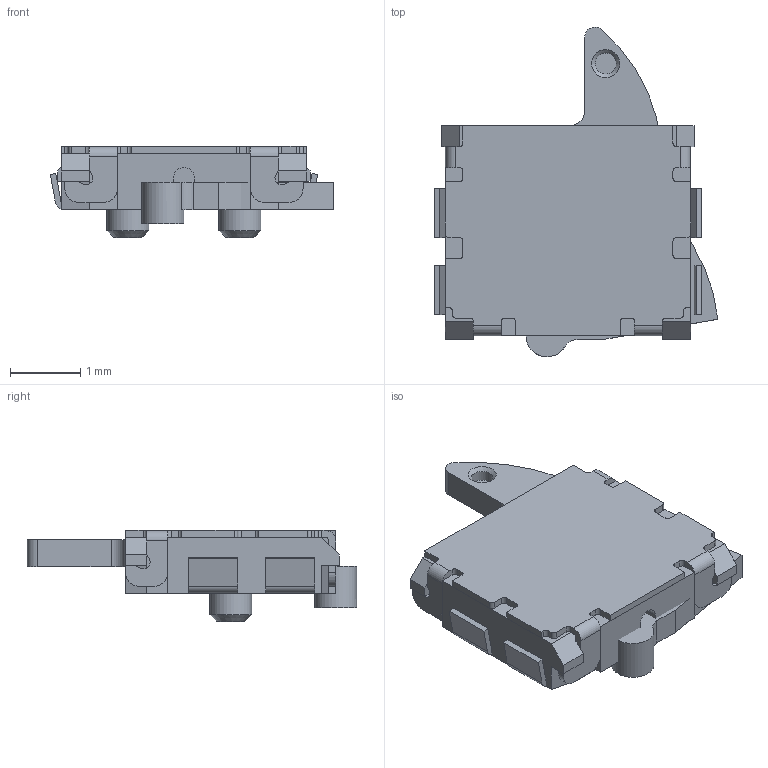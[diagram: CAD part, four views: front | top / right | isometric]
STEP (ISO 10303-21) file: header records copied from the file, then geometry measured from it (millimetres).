
FILE_DESCRIPTION( ( 'Unknown' ), '1' );
FILE_NAME( 'ese58r11b-std-sk.stp', 'Unknown', ( 'Unknown' ), ( 'Unknown' ), 'PSStep 10.0', 'Unknown', ' ' );
FILE_SCHEMA( ( 'AUTOMOTIVE_DESIGN { 1 0 10303 214 1 1 1 1 }' ) );
Length unit declared in the file: millimetre
Products named in the file (6): Assem1; sw-131-e58cs1rb-no-sk2; sw-131-e58ts1-sk; sw-131-e58lv3-R-sk; sw-131-e58fm5-sk
Bounding box: 4.05 x 4.7 x 1.3 mm (x, y, z)
Volume: 14 mm3; surface area: 142.1 mm2
Topology: 10 solids, 10 shells, 420 faces, 1168 edges, 776 vertices
Faces by surface type: plane 280, cylinder 134, cone 6
Full cylindrical faces by diameter (mm): 0.01 x2, 0.3 x2, 0.6 x6, 0.65 x2
Entity records: 8408 total; most frequent: CARTESIAN_POINT 1169, DIRECTION 1141, ORIENTED_EDGE 1140, EDGE_CURVE 570, LINE 431, VECTOR 431, VERTEX_POINT 383, AXIS2_PLACEMENT_3D 355
